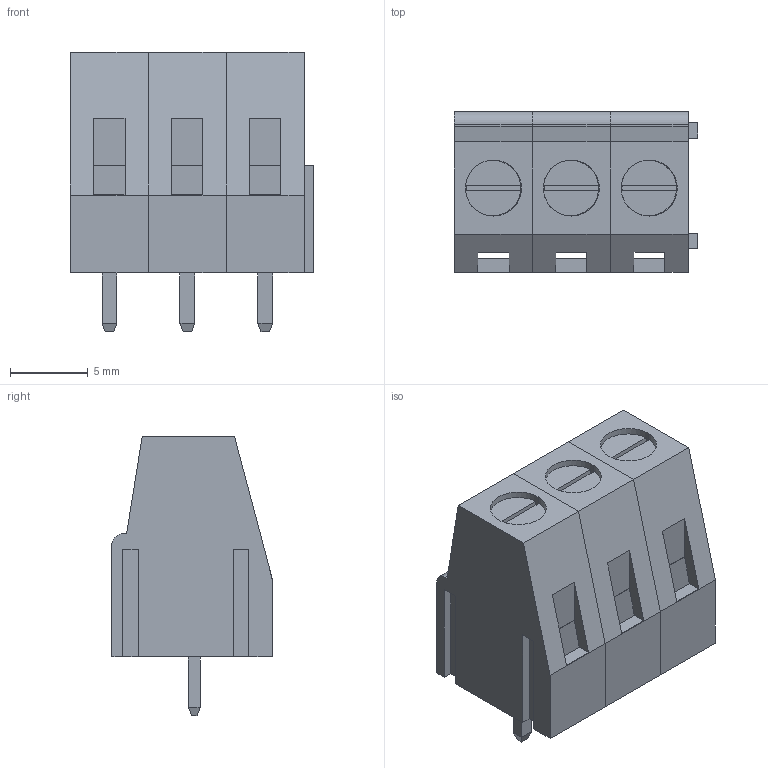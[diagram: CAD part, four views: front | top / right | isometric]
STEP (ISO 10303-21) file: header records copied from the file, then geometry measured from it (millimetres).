
FILE_DESCRIPTION (( 'STEP AP214' ), '1' );
FILE_NAME ('User Library-screew terminal.STEP', '2018-12-24T08:26:04', ( '' ), ( '' ), 'SwSTEP 2.0', 'SolidWorks 2018', '' );
FILE_SCHEMA (( 'AUTOMOTIVE_DESIGN' ));
Length unit declared in the file: millimetre
Products named in the file (1): User Library-screew terminal
Bounding box: 15.6 x 10.3 x 17.95 mm (x, y, z)
Volume: 1399.1 mm3; surface area: 2773.5 mm2
Topology: 12 solids, 12 shells, 267 faces, 699 edges, 453 vertices
Faces by surface type: plane 246, cylinder 21
Entity records: 10578 total; most frequent: CARTESIAN_POINT 1420, ORIENTED_EDGE 1398, DIRECTION 1307, EDGE_CURVE 699, LINE 627, VECTOR 627, VERTEX_POINT 453, AXIS2_PLACEMENT_3D 340
